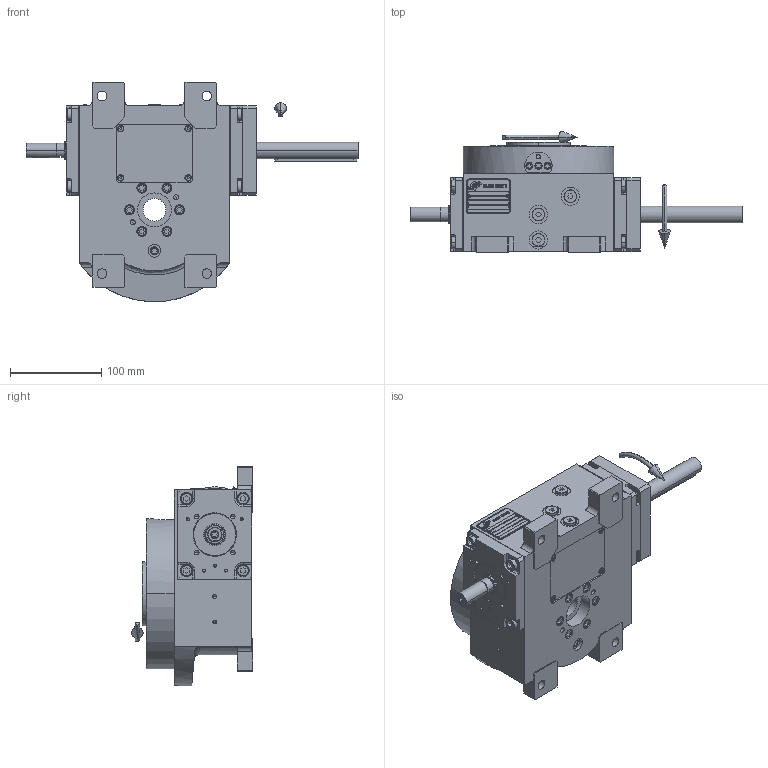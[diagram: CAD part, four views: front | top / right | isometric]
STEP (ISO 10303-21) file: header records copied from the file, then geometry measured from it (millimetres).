
FILE_DESCRIPTION (( 'STEP AP203' ), '1' );
FILE_NAME ('PC5200402.step', '2024-07-05T15:13:58', ( '' ), ( '' ), 'SwSTEP 2.0', 'SolidWorks 2020', '' );
FILE_SCHEMA (( 'CONFIG_CONTROL_DESIGN' ));
Length unit declared in the file: millimetre
Products named in the file (74): cfn2476_01_001_48x38; freccia_angolare_albero; cfn2115_02_213; AS_rig04_004_s_001; cfn2155_01_038; cfn2223_01-390x6-b; rig04_003_10; cfn2000_01_161; cfn2151_01_092; PC5200402; cfn2000_01_129; AS_cfn2476_01_001_48x38; cfn2276_01_065; cfn2151_01_087; cfn2077_01_018; cfn2000_01_151; AS_rig04_002_bl_007; rig04_001_a_001; rig04_005; cfn2003_01_063; cfn2155_01_007; cfn2155_01_186; cfn2070_05_001; freccia_angolare; rig04_004_s_001; cfn2128_04_011; AS_rig04_071_10_m; cfn2107_01_001; cfn2128_05_006; rig04_004; cfn2000_01_185; rig06_021; cfn2356_03_051; cfn2205_01_012; cfn2000_01_147; AS_900_38_30_003; rig04_002_bl_007; rig04_015; olio_agip_blasia_150; cfn2151_01_162 ...
Assembly tree (73 placements, depth 3):
  cfn2115_02_213
  cfn2223_01-390x6-b
  cfn2151_01_092
  PC5200402
    rig04_001_a_001
    AS_cfn2476_01_001_48x38
      cfn2476_01_001_48x38
      cfn2107_01_001
      cfn2107_01_001
    AS_rig04_071_10_m
      rig04_005
      rig04_003_10
      cfn2155_01_007
      rig06_021
      cfn2010_02_002
      cfn2000_01_185
      cfn2000_01_185
      cfn2104_02_017
      cfn2000_01_147  x8
      cfn2104_01_016  x2
    AS_rig04_014_s_001
      rig04_014_s_001
      cfn2000_01_151
      cfn2000_01_151
      cfn2000_01_151
      cfn2000_01_151
      cfn2000_01_151
      cfn2000_01_151
      cfn2155_01_186
    AS_rig04_004_s_002
      rig04_004_s_002
      cfn2155_01_038
      cfn2070_05_001
      cfn2000_01_129
      cfn2000_01_129  x2
      cfn2000_01_129
    AS_rig04_004
      rig04_004
      cfn2155_01_055
      cfn2070_05_001
      cfn2000_01_129  x2
      cfn2000_01_129
      cfn2000_01_129
    AS_rig04_002_bl_007
      rig04_002_bl_007
      cfn2115_02_068
    AS_rig04_004_s_001
      rig04_004_s_001
      cfn2000_01_129
      cfn2000_01_129
      cfn2000_01_129  x2
    cfn2128_04_011
    cfn2128_04_011
    cfn2128_04_011
    cfn2128_05_006
    AS_rig04_015
      rig04_015
      cfn2003_01_063
      cfn2003_01_063
      cfn2003_01_063
Bounding box: 364.5 x 133 x 240.94 mm (x, y, z)
Volume: 1430706.9 mm3; surface area: 451068.4 mm2
Topology: 78 solids, 78 shells, 2198 faces, 5327 edges, 3416 vertices
Faces by surface type: plane 1132, cylinder 681, cone 364, torus 14, sphere 6, bspline 1
Entity records: 67135 total; most frequent: CARTESIAN_POINT 12321, DIRECTION 9992, ORIENTED_EDGE 9444, EDGE_CURVE 4722, AXIS2_PLACEMENT_3D 3462, VERTEX_POINT 3075, VECTOR 3068, LINE 3068
